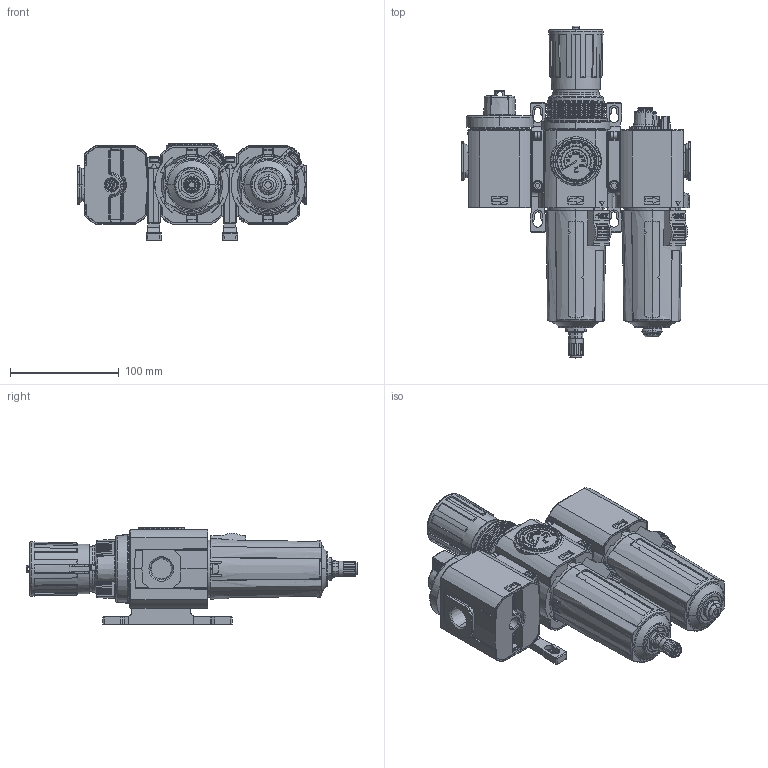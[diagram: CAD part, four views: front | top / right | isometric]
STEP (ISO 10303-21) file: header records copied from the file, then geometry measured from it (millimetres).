
FILE_DESCRIPTION (( 'STEP AP203' ), '1' );
FILE_NAME ('BL84-401A.step', '2023-05-18T17:43:30', ( '' ), ( '' ), 'SwSTEP 2.0', 'SolidWorks 2021', '' );
FILE_SCHEMA (( 'CONFIG_CONTROL_DESIGN' ));
Products named in the file (1): BL84-401A
Bounding box: 210.25 x 304.93 x 89 mm (x, y, z)
Volume: 1494077.4 mm3; surface area: 343454.1 mm2
Topology: 18 solids, 23 shells, 5076 faces, 13941 edges, 9120 vertices
Faces by surface type: plane 2136, cylinder 2078, bspline 437, cone 401, torus 24
Entity records: 179869 total; most frequent: CARTESIAN_POINT 53597, ORIENTED_EDGE 27882, DIRECTION 25356, EDGE_CURVE 13941, AXIS2_PLACEMENT_3D 9181, VERTEX_POINT 9120, LINE 6994, VECTOR 6994
